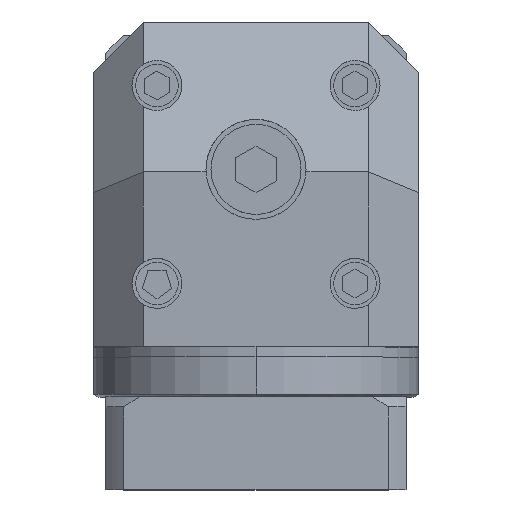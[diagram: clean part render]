
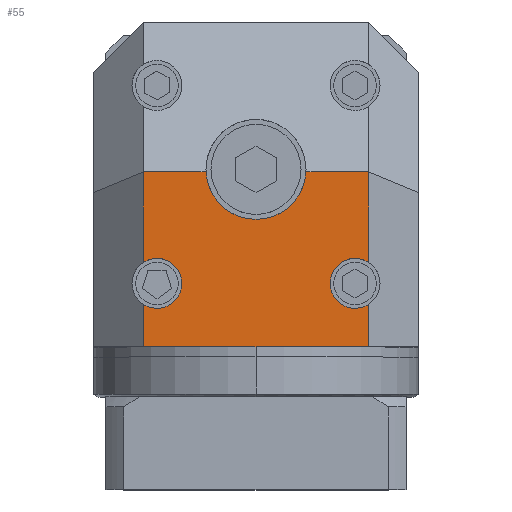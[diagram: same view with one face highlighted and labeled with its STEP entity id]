
A CAD part, top view. The second image highlights one B-rep face of the part: STEP entity #55.
In plain terms, the highlighted planar face has unit normal (0, 0, 1).
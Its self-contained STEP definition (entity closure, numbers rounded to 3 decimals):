
#55 = ADVANCED_FACE ( 'NONE', ( #2269 ), #2262, .F. ) ;
#361 = CARTESIAN_POINT ( 'NONE',  ( 14.799, -19.799, 65. ) ) ;
#454 = ORIENTED_EDGE ( 'NONE', *, *, #2700, .T. ) ;
#537 = ORIENTED_EDGE ( 'NONE', *, *, #2988, .T. ) ;
#607 = ORIENTED_EDGE ( 'NONE', *, *, #1947, .F. ) ;
#613 = VERTEX_POINT ( 'NONE', #3291 ) ;
#626 = CARTESIAN_POINT ( 'NONE',  ( 0., 0., 65. ) ) ;
#634 = ORIENTED_EDGE ( 'NONE', *, *, #1889, .F. ) ;
#664 = ORIENTED_EDGE ( 'NONE', *, *, #3427, .F. ) ;
#737 = AXIS2_PLACEMENT_3D ( 'NONE', #3419, #3425, #3438 ) ;
#751 = ORIENTED_EDGE ( 'NONE', *, *, #3055, .F. ) ;
#763 = ORIENTED_EDGE ( 'NONE', *, *, #3503, .T. ) ;
#768 = CIRCLE ( 'NONE', #7342, 5. ) ;
#772 = CIRCLE ( 'NONE', #2809, 5. ) ;
#954 = AXIS2_PLACEMENT_3D ( 'NONE', #626, #2290, #3447 ) ;
#1005 = AXIS2_PLACEMENT_3D ( 'NONE', #2651, #2672, #2687 ) ;
#1104 = LINE ( 'NONE', #6488, #3020 ) ;
#1113 = ORIENTED_EDGE ( 'NONE', *, *, #3653, .T. ) ;
#1124 = ORIENTED_EDGE ( 'NONE', *, *, #3567, .T. ) ;
#1207 = ORIENTED_EDGE ( 'NONE', *, *, #5076, .F. ) ;
#1274 = CARTESIAN_POINT ( 'NONE',  ( 9.987, 2.5, 65. ) ) ;
#1362 = VECTOR ( 'NONE', #5623, 1000. ) ;
#1686 = DIRECTION ( 'NONE',  ( 0., 1., 0. ) ) ;
#1697 = VERTEX_POINT ( 'NONE', #361 ) ;
#1889 = EDGE_CURVE ( 'NONE', #1697, #2567, #3468, .T. ) ;
#1924 = CARTESIAN_POINT ( 'NONE',  ( 22.5, -15.591, 65. ) ) ;
#1945 = CARTESIAN_POINT ( 'NONE',  ( -22.5, 0., 65. ) ) ;
#1947 = EDGE_CURVE ( 'NONE', #8395, #613, #5079, .T. ) ;
#2024 = AXIS2_PLACEMENT_3D ( 'NONE', #6511, #2410, #7193 ) ;
#2033 = LINE ( 'NONE', #6076, #5726 ) ;
#2122 = VERTEX_POINT ( 'NONE', #7219 ) ;
#2262 = PLANE ( 'NONE',  #954 ) ;
#2269 = FACE_OUTER_BOUND ( 'NONE', #7140, .T. ) ;
#2286 = VERTEX_POINT ( 'NONE', #6605 ) ;
#2290 = DIRECTION ( 'NONE',  ( 0., 0., -1. ) ) ;
#2410 = DIRECTION ( 'NONE',  ( 0., 0., 1. ) ) ;
#2478 = DIRECTION ( 'NONE',  ( 0., -1., 0. ) ) ;
#2567 = VERTEX_POINT ( 'NONE', #3295 ) ;
#2597 = CARTESIAN_POINT ( 'NONE',  ( 22.5, 0., 65. ) ) ;
#2651 = CARTESIAN_POINT ( 'NONE',  ( 19.799, -19.799, 65. ) ) ;
#2672 = DIRECTION ( 'NONE',  ( 0., 0., 1. ) ) ;
#2687 = DIRECTION ( 'NONE',  ( 1., 0., 0. ) ) ;
#2700 = EDGE_CURVE ( 'NONE', #3842, #8504, #2033, .T. ) ;
#2702 = VECTOR ( 'NONE', #5466, 1000. ) ;
#2809 = AXIS2_PLACEMENT_3D ( 'NONE', #6161, #6134, #6109 ) ;
#2988 = EDGE_CURVE ( 'NONE', #4154, #8196, #5205, .T. ) ;
#3020 = VECTOR ( 'NONE', #8180, 1000. ) ;
#3055 = EDGE_CURVE ( 'NONE', #4154, #1697, #768, .T. ) ;
#3133 = EDGE_CURVE ( 'NONE', #8504, #2567, #7072, .T. ) ;
#3240 = EDGE_CURVE ( 'NONE', #8395, #2122, #4336, .T. ) ;
#3268 = VERTEX_POINT ( 'NONE', #6096 ) ;
#3291 = CARTESIAN_POINT ( 'NONE',  ( -14.799, -19.799, 65. ) ) ;
#3295 = CARTESIAN_POINT ( 'NONE',  ( 22.5, -24.007, 65. ) ) ;
#3419 = CARTESIAN_POINT ( 'NONE',  ( -19.799, -19.799, 65. ) ) ;
#3425 = DIRECTION ( 'NONE',  ( 0., 0., 1. ) ) ;
#3427 = EDGE_CURVE ( 'NONE', #613, #6891, #772, .T. ) ;
#3438 = DIRECTION ( 'NONE',  ( -1., 0., 0. ) ) ;
#3447 = DIRECTION ( 'NONE',  ( -1., 0., 0. ) ) ;
#3468 = CIRCLE ( 'NONE', #1005, 5. ) ;
#3503 = EDGE_CURVE ( 'NONE', #2286, #6891, #3910, .T. ) ;
#3567 = EDGE_CURVE ( 'NONE', #3268, #2286, #1104, .T. ) ;
#3642 = ORIENTED_EDGE ( 'NONE', *, *, #3133, .T. ) ;
#3653 = EDGE_CURVE ( 'NONE', #8196, #8586, #4251, .T. ) ;
#3842 = VERTEX_POINT ( 'NONE', #4402 ) ;
#3910 = LINE ( 'NONE', #1945, #5309 ) ;
#3926 = CARTESIAN_POINT ( 'NONE',  ( -22.5, -24.007, 65. ) ) ;
#4154 = VERTEX_POINT ( 'NONE', #1924 ) ;
#4239 = CARTESIAN_POINT ( 'NONE',  ( -22.5, -15.591, 65. ) ) ;
#4251 = LINE ( 'NONE', #6633, #5826 ) ;
#4336 = LINE ( 'NONE', #5936, #2702 ) ;
#4402 = CARTESIAN_POINT ( 'NONE',  ( 0., -32.5, 65. ) ) ;
#4734 = CARTESIAN_POINT ( 'NONE',  ( 22.5, -32.5, 65. ) ) ;
#4757 = DIRECTION ( 'NONE',  ( -1., 0., 0. ) ) ;
#5076 = EDGE_CURVE ( 'NONE', #3268, #8586, #5573, .T. ) ;
#5079 = CIRCLE ( 'NONE', #737, 5. ) ;
#5094 = VECTOR ( 'NONE', #6293, 1000. ) ;
#5205 = LINE ( 'NONE', #2597, #6776 ) ;
#5309 = VECTOR ( 'NONE', #2478, 1000. ) ;
#5466 = DIRECTION ( 'NONE',  ( 0., -1., 0. ) ) ;
#5573 = CIRCLE ( 'NONE', #2024, 10. ) ;
#5623 = DIRECTION ( 'NONE',  ( 1., 0., 0. ) ) ;
#5726 = VECTOR ( 'NONE', #6084, 1000. ) ;
#5826 = VECTOR ( 'NONE', #4757, 1000. ) ;
#5936 = CARTESIAN_POINT ( 'NONE',  ( -22.5, 0., 65. ) ) ;
#6076 = CARTESIAN_POINT ( 'NONE',  ( -32.5, -32.5, 65. ) ) ;
#6084 = DIRECTION ( 'NONE',  ( 1., 0., 0. ) ) ;
#6096 = CARTESIAN_POINT ( 'NONE',  ( -9.987, 2.5, 65. ) ) ;
#6109 = DIRECTION ( 'NONE',  ( -1., 0., 0. ) ) ;
#6134 = DIRECTION ( 'NONE',  ( 0., 0., 1. ) ) ;
#6161 = CARTESIAN_POINT ( 'NONE',  ( -19.799, -19.799, 65. ) ) ;
#6293 = DIRECTION ( 'NONE',  ( 0., 1., 0. ) ) ;
#6488 = CARTESIAN_POINT ( 'NONE',  ( 0., 2.5, 65. ) ) ;
#6511 = CARTESIAN_POINT ( 'NONE',  ( 0., 3., 65. ) ) ;
#6605 = CARTESIAN_POINT ( 'NONE',  ( -22.5, 2.5, 65. ) ) ;
#6633 = CARTESIAN_POINT ( 'NONE',  ( 0., 2.5, 65. ) ) ;
#6776 = VECTOR ( 'NONE', #1686, 1000. ) ;
#6891 = VERTEX_POINT ( 'NONE', #4239 ) ;
#6927 = ORIENTED_EDGE ( 'NONE', *, *, #3240, .T. ) ;
#6935 = CARTESIAN_POINT ( 'NONE',  ( -32.5, -32.5, 65. ) ) ;
#7058 = CARTESIAN_POINT ( 'NONE',  ( 22.5, 2.5, 65. ) ) ;
#7072 = LINE ( 'NONE', #7807, #5094 ) ;
#7140 = EDGE_LOOP ( 'NONE', ( #1113, #1207, #1124, #763, #664, #607, #6927, #8491, #454, #3642, #634, #751, #537 ) ) ;
#7193 = DIRECTION ( 'NONE',  ( 1., 0., 0. ) ) ;
#7219 = CARTESIAN_POINT ( 'NONE',  ( -22.5, -32.5, 65. ) ) ;
#7342 = AXIS2_PLACEMENT_3D ( 'NONE', #8864, #8832, #8694 ) ;
#7807 = CARTESIAN_POINT ( 'NONE',  ( 22.5, 0., 65. ) ) ;
#8087 = EDGE_CURVE ( 'NONE', #2122, #3842, #8693, .T. ) ;
#8180 = DIRECTION ( 'NONE',  ( -1., 0., 0. ) ) ;
#8196 = VERTEX_POINT ( 'NONE', #7058 ) ;
#8395 = VERTEX_POINT ( 'NONE', #3926 ) ;
#8491 = ORIENTED_EDGE ( 'NONE', *, *, #8087, .T. ) ;
#8504 = VERTEX_POINT ( 'NONE', #4734 ) ;
#8586 = VERTEX_POINT ( 'NONE', #1274 ) ;
#8693 = LINE ( 'NONE', #6935, #1362 ) ;
#8694 = DIRECTION ( 'NONE',  ( 1., 0., 0. ) ) ;
#8832 = DIRECTION ( 'NONE',  ( 0., 0., 1. ) ) ;
#8864 = CARTESIAN_POINT ( 'NONE',  ( 19.799, -19.799, 65. ) ) ;
